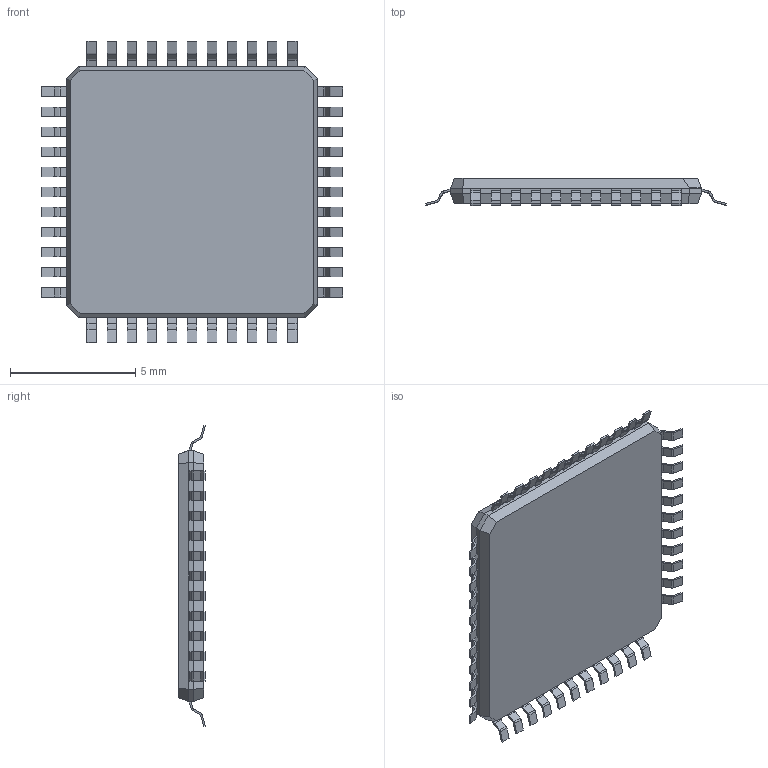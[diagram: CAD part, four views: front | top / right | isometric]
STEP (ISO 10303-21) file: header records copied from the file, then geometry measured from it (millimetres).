
FILE_DESCRIPTION (( 'STEP AP214' ), '1' );
FILE_NAME ('User Library-TQFP44.STEP', '2015-06-03T10:28:48', ( 'Windows User' ), ( '' ), 'SwSTEP 2.0', 'SolidWorks 2015', '' );
FILE_SCHEMA (( 'AUTOMOTIVE_DESIGN' ));
Length unit declared in the file: millimetre
Products named in the file (1): User Library-TQFP44
Bounding box: 12 x 1.07 x 12 mm (x, y, z)
Volume: 99.1 mm3; surface area: 276.5 mm2
Topology: 1 solids, 1 shells, 730 faces, 2003 edges, 1330 vertices
Faces by surface type: plane 536, cylinder 176, bspline 16, cone 2
Entity records: 31155 total; most frequent: CARTESIAN_POINT 4272, ORIENTED_EDGE 4006, DIRECTION 3757, EDGE_CURVE 2003, LINE 1615, VECTOR 1615, VERTEX_POINT 1330, AXIS2_PLACEMENT_3D 1071
